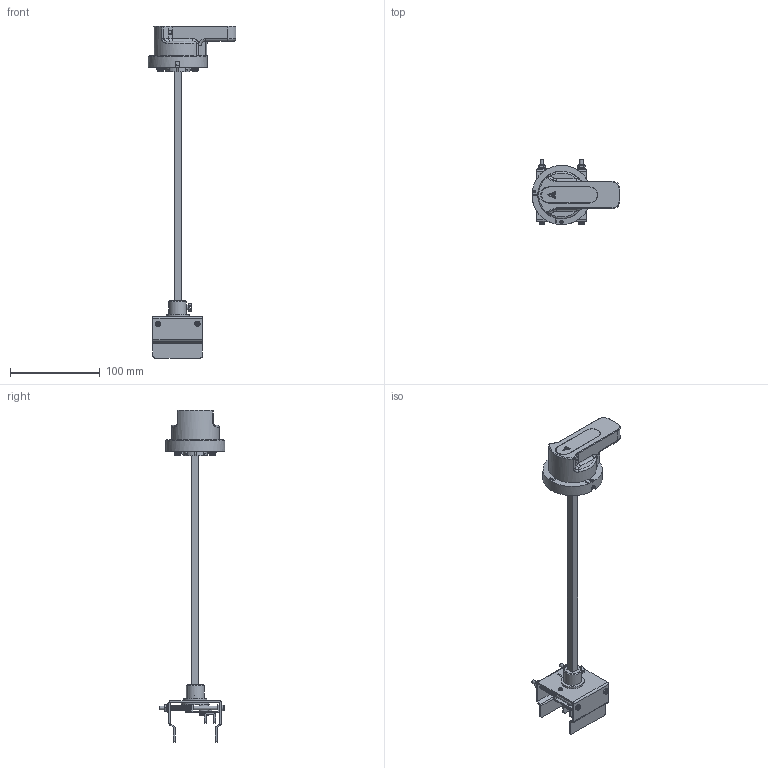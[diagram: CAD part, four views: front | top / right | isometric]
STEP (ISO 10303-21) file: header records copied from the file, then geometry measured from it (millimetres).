
FILE_DESCRIPTION(/* description */ (''),/* implementation_level */ '2;1');
FILE_NAME(/* name */ '小型手操 挂弹簧.stp',/* time_stamp */ '2023-06-01T14:06:22+08:00',/* author */ (''),/* organization */ (''),/* preprocessor_version */ 'ST-DEVELOPER v16',/* originating_system */ 'SIEMENS PLM Software NX 10.0',/* authorisation */ '');
FILE_SCHEMA (('AUTOMOTIVE_DESIGN { 1 0 10303 214 3 1 1 1 }'));
Length unit declared in the file: millimetre
Products named in the file (1): midi142CCD16jrxv
Bounding box: 98 x 73.25 x 369.8 mm (x, y, z)
Volume: 173036 mm3; surface area: 69405.8 mm2
Topology: 31 solids, 31 shells, 936 faces, 2333 edges, 1491 vertices
Faces by surface type: plane 492, torus 201, cylinder 178, cone 48, bspline 15, sphere 2
Full cylindrical faces by diameter (mm): 2.5 x5, 2.571 x2, 3.1 x3, 3.278 x2, 3.567 x2, 3.838 x3, 3.9 x2, 4 x6, 4.1 x4, 4.2 x9, 4.5 x2, 4.667 x2, 4.76 x2, 4.958 x2, 5 x2, 5.1 x4, 5.5 x2, 6 x1, 6.133 x2, 6.3 x1, 6.39 x2, 6.5 x2, 7.4 x3, 7.99 x2, 9.333 x2, 10 x2, 19.7 x1, 21.9 x1, 22 x1, 25.7 x1
Entity records: 27586 total; most frequent: CARTESIAN_POINT 6086, DIRECTION 4274, ORIENTED_EDGE 3960, EDGE_CURVE 1980, AXIS2_PLACEMENT_3D 1581, VERTEX_POINT 1438, EDGE_LOOP 1321, LINE 1112
